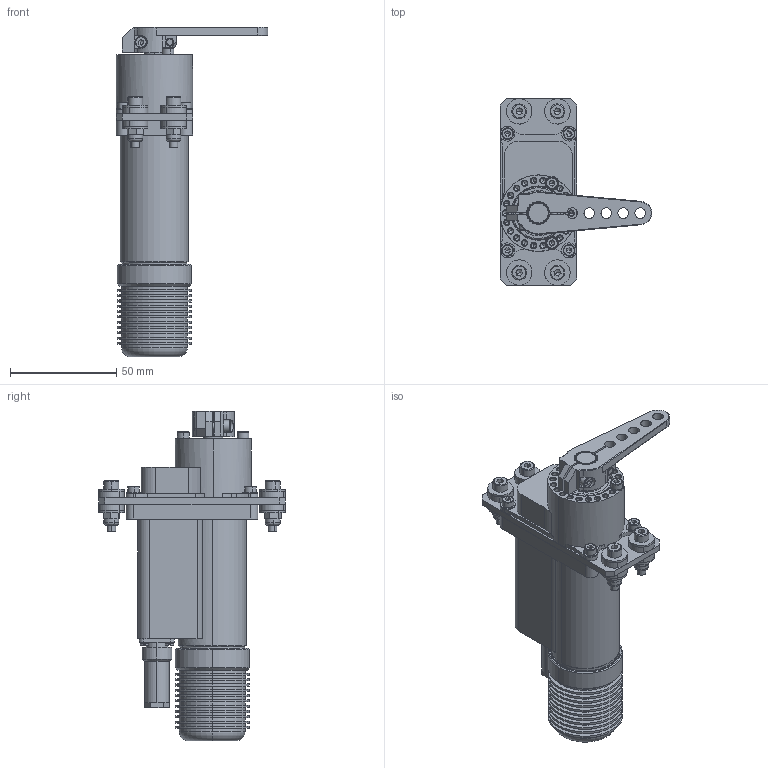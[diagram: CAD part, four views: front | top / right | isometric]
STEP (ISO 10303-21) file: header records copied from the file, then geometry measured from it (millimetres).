
FILE_DESCRIPTION (( 'STEP AP214' ), '1' );
FILE_NAME ('贈婝.654116.26.STEP', '2018-04-28T11:22:26', ( '砐錪賧瘔蠈錪 Windows' ), ( '' ), 'SwSTEP 2.0', 'SolidWorks 2017', '' );
FILE_SCHEMA (( 'AUTOMOTIVE_DESIGN' ));
Length unit declared in the file: millimetre
Products named in the file (1): 贈婝.654116.26
Bounding box: 71.5 x 88 x 155.3 mm (x, y, z)
Volume: 61628 mm3; surface area: 73970.3 mm2
Topology: 52 solids, 52 shells, 1609 faces, 3899 edges, 2437 vertices
Faces by surface type: cylinder 641, plane 613, cone 237, torus 110, bspline 8
Entity records: 69918 total; most frequent: CARTESIAN_POINT 13645, DIRECTION 8380, ORIENTED_EDGE 7662, EDGE_CURVE 3831, AXIS2_PLACEMENT_3D 3281, VERTEX_POINT 2437, EDGE_LOOP 1838, VECTOR 1818
